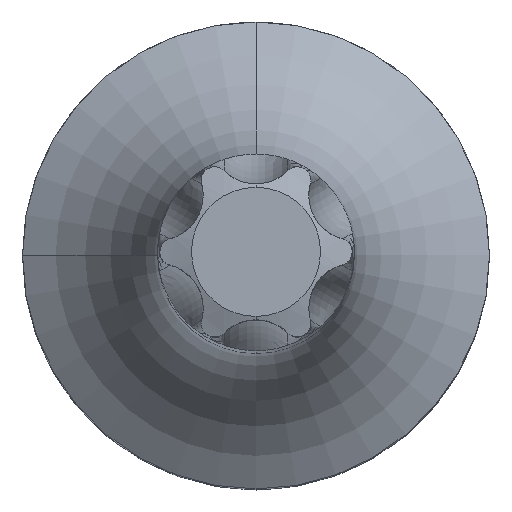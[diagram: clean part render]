
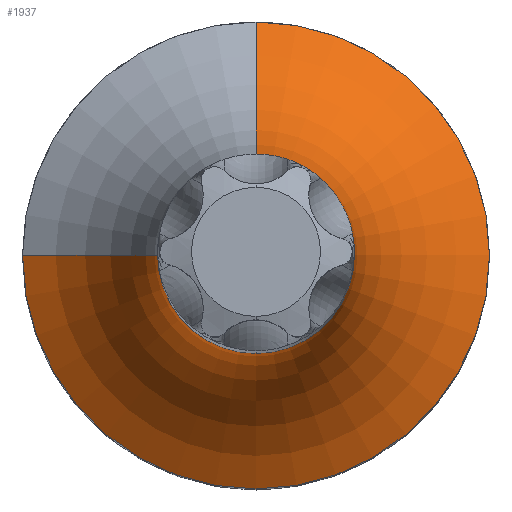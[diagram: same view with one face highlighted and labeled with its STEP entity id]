
A CAD part, top view. The second image highlights one B-rep face of the part: STEP entity #1937.
In plain terms, the highlighted toroidal (fillet/blend) face has major radius 14 mm and minor radius 10 mm.
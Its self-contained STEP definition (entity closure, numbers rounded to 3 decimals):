
#67=CARTESIAN_POINT('',(0.,0.,15.5));
#68=DIRECTION('',(0.,0.,1.));
#69=DIRECTION('',(1.,0.,0.));
#70=AXIS2_PLACEMENT_3D('',#67,#68,#69);
#240=CARTESIAN_POINT('',(0.,0.,24.43));
#241=DIRECTION('',(0.,0.,1.));
#242=DIRECTION('',(0.,-1.,0.));
#243=AXIS2_PLACEMENT_3D('',#240,#241,#242);
#245=CARTESIAN_POINT('',(0.,0.,15.5));
#246=DIRECTION('',(0.,0.,-1.));
#247=DIRECTION('',(1.,0.,0.));
#248=AXIS2_PLACEMENT_3D('',#245,#246,#247);
#250=CARTESIAN_POINT('',(-14.,0.,24.43));
#251=DIRECTION('',(0.,-1.,0.));
#252=DIRECTION('',(0.45,0.,-0.893));
#253=AXIS2_PLACEMENT_3D('',#250,#251,#252);
#594=CARTESIAN_POINT('',(0.,0.,24.43));
#595=DIRECTION('',(0.,0.,1.));
#596=DIRECTION('',(-1.,0.,0.));
#597=AXIS2_PLACEMENT_3D('',#594,#595,#596);
#1243=CARTESIAN_POINT('',(0.,14.,24.43));
#1244=DIRECTION('',(-1.,0.,0.));
#1245=DIRECTION('',(0.,-0.45,-0.893));
#1246=AXIS2_PLACEMENT_3D('',#1243,#1244,#1245);
#1590=CARTESIAN_POINT('',(9.5,0.,15.5));
#1591=CARTESIAN_POINT('',(0.,9.5,15.5));
#1592=VERTEX_POINT('',#1590);
#1593=VERTEX_POINT('',#1591);
#1594=CARTESIAN_POINT('',(-9.5,0.,15.5));
#1595=VERTEX_POINT('',#1594);
#1596=CARTESIAN_POINT('',(0.,4.,24.43));
#1597=CARTESIAN_POINT('',(-4.,0.,24.43));
#1598=VERTEX_POINT('',#1596);
#1599=VERTEX_POINT('',#1597);
#1600=CARTESIAN_POINT('',(0.,-4.,24.43));
#1601=VERTEX_POINT('',#1600);
#1920=CARTESIAN_POINT('',(0.,0.,24.43));
#1921=DIRECTION('',(0.,0.,1.));
#1922=DIRECTION('',(-0.04,-0.999,0.));
#1923=AXIS2_PLACEMENT_3D('',#1920,#1921,#1922);
#1924=TOROIDAL_SURFACE('',#1923,14.,10.);
#1926=ORIENTED_EDGE('',*,*,#1925,.T.);
#1928=ORIENTED_EDGE('',*,*,#1927,.F.);
#1929=ORIENTED_EDGE('',*,*,#1785,.F.);
#1930=ORIENTED_EDGE('',*,*,#1888,.T.);
#1932=ORIENTED_EDGE('',*,*,#1931,.T.);
#1934=ORIENTED_EDGE('',*,*,#1933,.T.);
#1935=EDGE_LOOP('',(#1926,#1928,#1929,#1930,#1932,#1934));
#1936=FACE_OUTER_BOUND('',#1935,.F.);
#1937=ADVANCED_FACE('',(#1936),#1924,.F.);
#71=CIRCLE('',#70,9.5);
#244=CIRCLE('',#243,4.);
#249=CIRCLE('',#248,9.5);
#254=CIRCLE('',#253,10.);
#598=CIRCLE('',#597,4.);
#1247=CIRCLE('',#1246,10.);
#1785=EDGE_CURVE('',#1592,#1593,#71,.T.);
#1888=EDGE_CURVE('',#1592,#1595,#249,.T.);
#1925=EDGE_CURVE('',#1601,#1598,#244,.T.);
#1927=EDGE_CURVE('',#1593,#1598,#1247,.T.);
#1931=EDGE_CURVE('',#1595,#1599,#254,.T.);
#1933=EDGE_CURVE('',#1599,#1601,#598,.T.);
